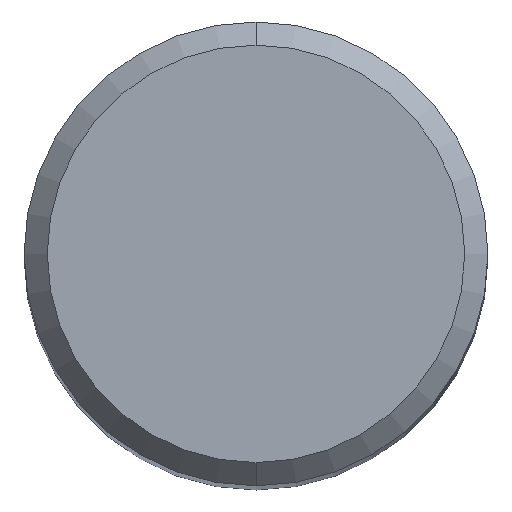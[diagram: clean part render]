
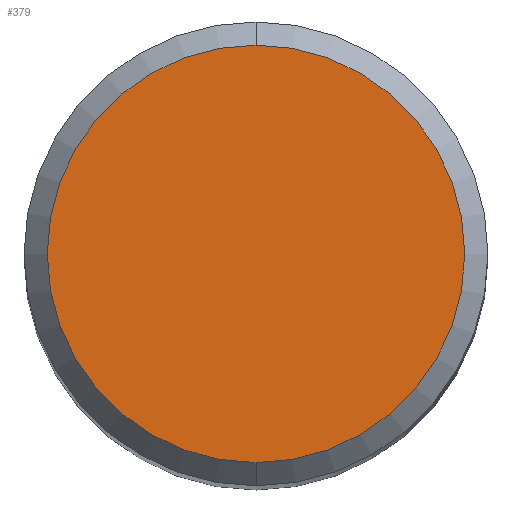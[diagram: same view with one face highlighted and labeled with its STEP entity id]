
A CAD part, top view. The second image highlights one B-rep face of the part: STEP entity #379.
In plain terms, the highlighted planar face has unit normal (0, 0, 1).
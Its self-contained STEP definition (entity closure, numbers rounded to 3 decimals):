
#197=EDGE_CURVE('',#381,#367,#494,.T.);
#279=EDGE_CURVE('',#367,#381,#582,.T.);
#367=VERTEX_POINT('',#676);
#379=ADVANCED_FACE('',(#688),#689,.T.);
#381=VERTEX_POINT('',#691);
#494=CIRCLE('',#820,3.6);
#582=CIRCLE('',#997,3.6);
#676=CARTESIAN_POINT('',(0.,-3.6,40.528));
#688=FACE_OUTER_BOUND('',#1281,.T.);
#689=PLANE('',#1282);
#691=CARTESIAN_POINT('',(0.0,3.6,40.528));
#820=AXIS2_PLACEMENT_3D('',#1463,#1464,#1465);
#997=AXIS2_PLACEMENT_3D('',#1551,#1552,#1553);
#1281=EDGE_LOOP('',(#1649,#1650));
#1282=AXIS2_PLACEMENT_3D('',#1651,#1652,#1653);
#1463=CARTESIAN_POINT('',(0.0,0.0,40.528));
#1464=DIRECTION('',(0.0,0.0,-1.0));
#1465=DIRECTION('',(0.0,1.0,0.0));
#1551=CARTESIAN_POINT('',(0.0,0.0,40.528));
#1552=DIRECTION('',(0.0,0.0,-1.0));
#1553=DIRECTION('',(0.0,1.0,0.0));
#1649=ORIENTED_EDGE('',*,*,#197,.F.);
#1650=ORIENTED_EDGE('',*,*,#279,.F.);
#1651=CARTESIAN_POINT('',(0.0,1.8,40.528));
#1652=DIRECTION('',(0.0,0.0,1.0));
#1653=DIRECTION('',(0.0,-1.0,0.0));
